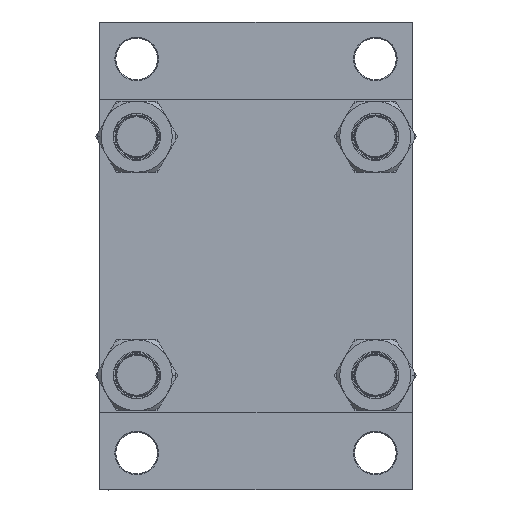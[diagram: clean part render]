
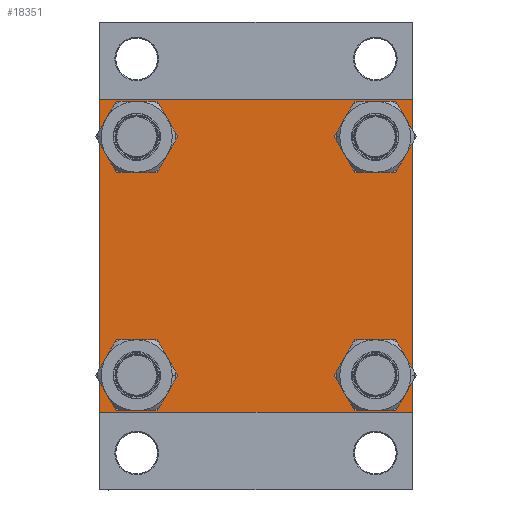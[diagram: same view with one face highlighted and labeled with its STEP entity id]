
A CAD part, left-side view. The second image highlights one B-rep face of the part: STEP entity #18351.
In plain terms, the highlighted planar face has unit normal (-1, 0, 0).
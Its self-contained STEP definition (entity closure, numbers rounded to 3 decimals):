
#120 = ORIENTED_EDGE ( 'NONE', *, *, #5292, .T. ) ;
#914 = CARTESIAN_POINT ( 'NONE',  ( 0., 62.95, 74.45 ) ) ;
#981 = DIRECTION ( 'NONE',  ( 0., 0., 1. ) ) ;
#1234 = LINE ( 'NONE', #27035, #12214 ) ;
#1630 = CARTESIAN_POINT ( 'NONE',  ( 0., -82., -82.5 ) ) ;
#1661 = DIRECTION ( 'NONE',  ( 0., 0., 1. ) ) ;
#1770 = CARTESIAN_POINT ( 'NONE',  ( 0., 82.5, -82. ) ) ;
#2623 = EDGE_CURVE ( 'NONE', #29282, #40675, #46555, .T. ) ;
#2693 = FACE_OUTER_BOUND ( 'NONE', #9677, .T. ) ;
#2869 = CARTESIAN_POINT ( 'NONE',  ( 0., -82., 82.5 ) ) ;
#3056 = CARTESIAN_POINT ( 'NONE',  ( 0., 62.95, 62.95 ) ) ;
#3710 = DIRECTION ( 'NONE',  ( 0., 0., 1. ) ) ;
#3770 = EDGE_CURVE ( 'NONE', #45164, #6278, #14216, .T. ) ;
#3784 = ORIENTED_EDGE ( 'NONE', *, *, #10681, .T. ) ;
#4070 = DIRECTION ( 'NONE',  ( 1., 0., 0. ) ) ;
#4269 = CIRCLE ( 'NONE', #16549, 11.5 ) ;
#4312 = CARTESIAN_POINT ( 'NONE',  ( 0., -82.5, 82.5 ) ) ;
#4416 = LINE ( 'NONE', #27073, #44403 ) ;
#5267 = DIRECTION ( 'NONE',  ( 0., 0., -1. ) ) ;
#5292 = EDGE_CURVE ( 'NONE', #37237, #28374, #5413, .T. ) ;
#5357 = EDGE_LOOP ( 'NONE', ( #31995, #47318 ) ) ;
#5370 = FACE_BOUND ( 'NONE', #5357, .T. ) ;
#5413 = LINE ( 'NONE', #15800, #37442 ) ;
#5580 = CIRCLE ( 'NONE', #40140, 11.5 ) ;
#5640 = AXIS2_PLACEMENT_3D ( 'NONE', #22423, #4070, #11536 ) ;
#5671 = DIRECTION ( 'NONE',  ( 1., 0., 0. ) ) ;
#6278 = VERTEX_POINT ( 'NONE', #1630 ) ;
#6503 = VERTEX_POINT ( 'NONE', #39459 ) ;
#6688 = LINE ( 'NONE', #22390, #40916 ) ;
#7661 = CIRCLE ( 'NONE', #33072, 11.5 ) ;
#8579 = CIRCLE ( 'NONE', #21671, 11.5 ) ;
#8692 = DIRECTION ( 'NONE',  ( 0., -1., 0. ) ) ;
#8781 = DIRECTION ( 'NONE',  ( 0., 0.707, -0.707 ) ) ;
#8881 = CARTESIAN_POINT ( 'NONE',  ( 0., -62.95, 62.95 ) ) ;
#9677 = EDGE_LOOP ( 'NONE', ( #9893, #3784, #46893, #22319, #30357, #41467, #16418, #120 ) ) ;
#9893 = ORIENTED_EDGE ( 'NONE', *, *, #15341, .T. ) ;
#10124 = DIRECTION ( 'NONE',  ( 1., 0., 0. ) ) ;
#10419 = VECTOR ( 'NONE', #43629, 1000. ) ;
#10681 = EDGE_CURVE ( 'NONE', #27300, #45164, #4416, .T. ) ;
#11104 = LINE ( 'NONE', #36432, #34873 ) ;
#11536 = DIRECTION ( 'NONE',  ( 0., 0., 1. ) ) ;
#11605 = DIRECTION ( 'NONE',  ( 1., 0., 0. ) ) ;
#12079 = DIRECTION ( 'NONE',  ( 0., 0., 1. ) ) ;
#12165 = VERTEX_POINT ( 'NONE', #31576 ) ;
#12214 = VECTOR ( 'NONE', #8692, 1000. ) ;
#12250 = VERTEX_POINT ( 'NONE', #30114 ) ;
#14216 = LINE ( 'NONE', #28924, #10419 ) ;
#14571 = CARTESIAN_POINT ( 'NONE',  ( 0., 62.95, -62.95 ) ) ;
#14807 = DIRECTION ( 'NONE',  ( 1., 0., 0. ) ) ;
#14835 = EDGE_CURVE ( 'NONE', #39779, #21270, #8579, .T. ) ;
#14952 = CARTESIAN_POINT ( 'NONE',  ( 0., 82.5, 82. ) ) ;
#15240 = CARTESIAN_POINT ( 'NONE',  ( 0., -62.95, -62.95 ) ) ;
#15337 = LINE ( 'NONE', #37990, #45931 ) ;
#15341 = EDGE_CURVE ( 'NONE', #28374, #27300, #6688, .T. ) ;
#15458 = DIRECTION ( 'NONE',  ( 1., 0., 0. ) ) ;
#15800 = CARTESIAN_POINT ( 'NONE',  ( 0., 82.25, 82.25 ) ) ;
#16302 = DIRECTION ( 'NONE',  ( 0., 0., 1. ) ) ;
#16418 = ORIENTED_EDGE ( 'NONE', *, *, #43659, .F. ) ;
#16530 = CARTESIAN_POINT ( 'NONE',  ( 0., -62.95, -62.95 ) ) ;
#16549 = AXIS2_PLACEMENT_3D ( 'NONE', #8881, #26764, #1661 ) ;
#16700 = FACE_BOUND ( 'NONE', #27050, .T. ) ;
#17479 = EDGE_CURVE ( 'NONE', #12165, #6503, #5580, .T. ) ;
#17774 = DIRECTION ( 'NONE',  ( 0., 0., 1. ) ) ;
#18224 = CARTESIAN_POINT ( 'NONE',  ( 0., 82., 82.5 ) ) ;
#18343 = VECTOR ( 'NONE', #5267, 1000. ) ;
#18351 = ADVANCED_FACE ( 'NONE', ( #16700, #23718, #38416, #5370, #2693 ), #42966, .T. ) ;
#18820 = VERTEX_POINT ( 'NONE', #23845 ) ;
#18997 = EDGE_CURVE ( 'NONE', #40675, #29282, #37881, .T. ) ;
#19578 = ORIENTED_EDGE ( 'NONE', *, *, #45354, .T. ) ;
#21034 = ORIENTED_EDGE ( 'NONE', *, *, #18997, .T. ) ;
#21270 = VERTEX_POINT ( 'NONE', #47262 ) ;
#21423 = DIRECTION ( 'NONE',  ( 0., 0., -1. ) ) ;
#21671 = AXIS2_PLACEMENT_3D ( 'NONE', #35228, #10124, #46060 ) ;
#22319 = ORIENTED_EDGE ( 'NONE', *, *, #22553, .T. ) ;
#22366 = EDGE_LOOP ( 'NONE', ( #21034, #43425 ) ) ;
#22390 = CARTESIAN_POINT ( 'NONE',  ( 0., 82.5, 82.5 ) ) ;
#22423 = CARTESIAN_POINT ( 'NONE',  ( 0., 62.95, -62.95 ) ) ;
#22553 = EDGE_CURVE ( 'NONE', #6278, #12250, #11104, .T. ) ;
#23183 = CARTESIAN_POINT ( 'NONE',  ( 0., -62.95, 62.95 ) ) ;
#23685 = VERTEX_POINT ( 'NONE', #2869 ) ;
#23709 = CARTESIAN_POINT ( 'NONE',  ( 0., 62.95, -74.45 ) ) ;
#23718 = FACE_BOUND ( 'NONE', #22366, .T. ) ;
#23721 = EDGE_CURVE ( 'NONE', #18820, #47189, #41070, .T. ) ;
#23845 = CARTESIAN_POINT ( 'NONE',  ( 0., 62.95, -51.45 ) ) ;
#23949 = DIRECTION ( 'NONE',  ( -1., 0., 0. ) ) ;
#23998 = EDGE_CURVE ( 'NONE', #21270, #39779, #35728, .T. ) ;
#24053 = CARTESIAN_POINT ( 'NONE',  ( 0., -62.95, -51.45 ) ) ;
#24168 = AXIS2_PLACEMENT_3D ( 'NONE', #3056, #47658, #17774 ) ;
#26764 = DIRECTION ( 'NONE',  ( 1., 0., 0. ) ) ;
#26844 = EDGE_LOOP ( 'NONE', ( #41858, #19578 ) ) ;
#27035 = CARTESIAN_POINT ( 'NONE',  ( 0., 82.5, 82.5 ) ) ;
#27050 = EDGE_LOOP ( 'NONE', ( #46497, #32399 ) ) ;
#27073 = CARTESIAN_POINT ( 'NONE',  ( 0., 82.25, -82.25 ) ) ;
#27300 = VERTEX_POINT ( 'NONE', #1770 ) ;
#27764 = EDGE_CURVE ( 'NONE', #6503, #12165, #4269, .T. ) ;
#28374 = VERTEX_POINT ( 'NONE', #14952 ) ;
#28924 = CARTESIAN_POINT ( 'NONE',  ( 0., 82.5, -82.5 ) ) ;
#29282 = VERTEX_POINT ( 'NONE', #42524 ) ;
#29395 = AXIS2_PLACEMENT_3D ( 'NONE', #45853, #23949, #38656 ) ;
#30114 = CARTESIAN_POINT ( 'NONE',  ( 0., -82.5, -82. ) ) ;
#30357 = ORIENTED_EDGE ( 'NONE', *, *, #39309, .F. ) ;
#30473 = CARTESIAN_POINT ( 'NONE',  ( 0., -82.5, 82. ) ) ;
#31251 = EDGE_CURVE ( 'NONE', #32427, #23685, #15337, .T. ) ;
#31576 = CARTESIAN_POINT ( 'NONE',  ( 0., -62.95, 51.45 ) ) ;
#31995 = ORIENTED_EDGE ( 'NONE', *, *, #14835, .T. ) ;
#32399 = ORIENTED_EDGE ( 'NONE', *, *, #17479, .T. ) ;
#32427 = VERTEX_POINT ( 'NONE', #30473 ) ;
#33072 = AXIS2_PLACEMENT_3D ( 'NONE', #14571, #14807, #3710 ) ;
#34365 = DIRECTION ( 'NONE',  ( 0., 0.707, 0.707 ) ) ;
#34873 = VECTOR ( 'NONE', #44132, 1000. ) ;
#35228 = CARTESIAN_POINT ( 'NONE',  ( 0., 62.95, 62.95 ) ) ;
#35728 = CIRCLE ( 'NONE', #24168, 11.5 ) ;
#36432 = CARTESIAN_POINT ( 'NONE',  ( 0., -82.25, -82.25 ) ) ;
#37090 = AXIS2_PLACEMENT_3D ( 'NONE', #16530, #5671, #16302 ) ;
#37237 = VERTEX_POINT ( 'NONE', #18224 ) ;
#37442 = VECTOR ( 'NONE', #8781, 1000. ) ;
#37881 = CIRCLE ( 'NONE', #37090, 11.5 ) ;
#37990 = CARTESIAN_POINT ( 'NONE',  ( 0., -82.25, 82.25 ) ) ;
#38416 = FACE_BOUND ( 'NONE', #26844, .T. ) ;
#38560 = CARTESIAN_POINT ( 'NONE',  ( 0., 82., -82.5 ) ) ;
#38656 = DIRECTION ( 'NONE',  ( 0., 0., 1. ) ) ;
#39309 = EDGE_CURVE ( 'NONE', #32427, #12250, #41206, .T. ) ;
#39459 = CARTESIAN_POINT ( 'NONE',  ( 0., -62.95, 74.45 ) ) ;
#39779 = VERTEX_POINT ( 'NONE', #914 ) ;
#40140 = AXIS2_PLACEMENT_3D ( 'NONE', #23183, #15458, #981 ) ;
#40675 = VERTEX_POINT ( 'NONE', #24053 ) ;
#40916 = VECTOR ( 'NONE', #21423, 1000. ) ;
#41070 = CIRCLE ( 'NONE', #5640, 11.5 ) ;
#41206 = LINE ( 'NONE', #4312, #18343 ) ;
#41310 = DIRECTION ( 'NONE',  ( 0., -0.707, -0.707 ) ) ;
#41467 = ORIENTED_EDGE ( 'NONE', *, *, #31251, .T. ) ;
#41858 = ORIENTED_EDGE ( 'NONE', *, *, #23721, .T. ) ;
#42524 = CARTESIAN_POINT ( 'NONE',  ( 0., -62.95, -74.45 ) ) ;
#42706 = AXIS2_PLACEMENT_3D ( 'NONE', #15240, #11605, #12079 ) ;
#42966 = PLANE ( 'NONE',  #29395 ) ;
#43425 = ORIENTED_EDGE ( 'NONE', *, *, #2623, .T. ) ;
#43629 = DIRECTION ( 'NONE',  ( 0., -1., 0. ) ) ;
#43659 = EDGE_CURVE ( 'NONE', #37237, #23685, #1234, .T. ) ;
#44132 = DIRECTION ( 'NONE',  ( 0., -0.707, 0.707 ) ) ;
#44403 = VECTOR ( 'NONE', #41310, 1000. ) ;
#45164 = VERTEX_POINT ( 'NONE', #38560 ) ;
#45354 = EDGE_CURVE ( 'NONE', #47189, #18820, #7661, .T. ) ;
#45853 = CARTESIAN_POINT ( 'NONE',  ( 0., 0., 0. ) ) ;
#45931 = VECTOR ( 'NONE', #34365, 1000. ) ;
#46060 = DIRECTION ( 'NONE',  ( 0., 0., 1. ) ) ;
#46497 = ORIENTED_EDGE ( 'NONE', *, *, #27764, .T. ) ;
#46555 = CIRCLE ( 'NONE', #42706, 11.5 ) ;
#46893 = ORIENTED_EDGE ( 'NONE', *, *, #3770, .T. ) ;
#47189 = VERTEX_POINT ( 'NONE', #23709 ) ;
#47262 = CARTESIAN_POINT ( 'NONE',  ( 0., 62.95, 51.45 ) ) ;
#47318 = ORIENTED_EDGE ( 'NONE', *, *, #23998, .T. ) ;
#47658 = DIRECTION ( 'NONE',  ( 1., 0., 0. ) ) ;
